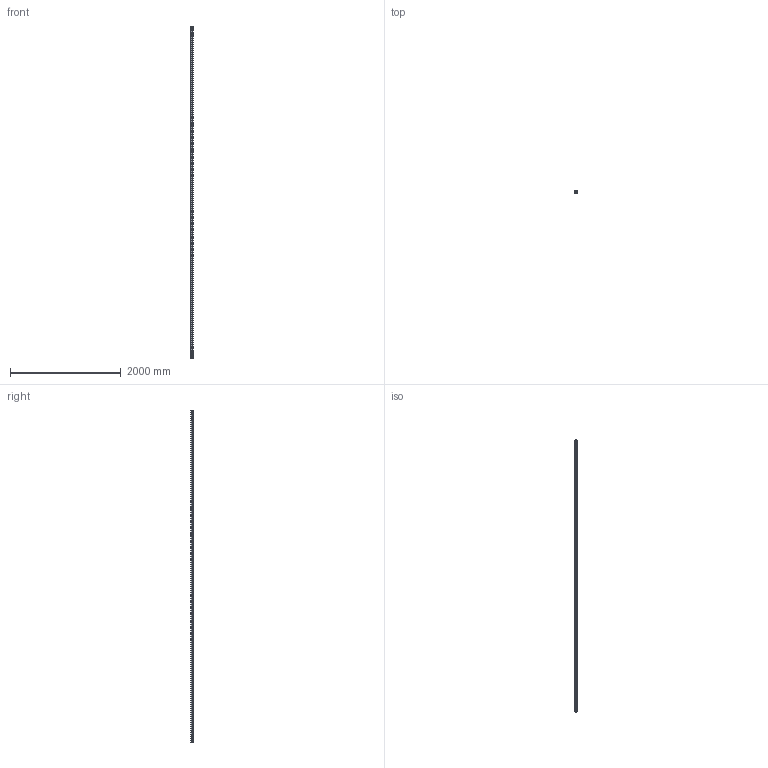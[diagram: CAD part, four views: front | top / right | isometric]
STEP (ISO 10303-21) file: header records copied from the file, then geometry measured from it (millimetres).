
FILE_DESCRIPTION((''),'2;1');
FILE_NAME('1123005','2013-08-29T',('AndreasKeweloh'),(''),'PRO/ENGINEER BY PARAMETRIC TECHNOLOGY CORPORATION, 2012360','PRO/ENGINEER BY PARAMETRIC TECHNOLOGY CORPORATION, 2012360','');
FILE_SCHEMA(('CONFIG_CONTROL_DESIGN'));
Length unit declared in the file: millimetre
Products named in the file (1): 1123005
Bounding box: 41 x 41 x 6000 mm (x, y, z)
Volume: 1643312.6 mm3; surface area: 1676645.2 mm2
Topology: 1 solids, 1 shells, 122 faces, 360 edges, 240 vertices
Faces by surface type: plane 66, cylinder 56
Entity records: 4230 total; most frequent: CARTESIAN_POINT 722, ORIENTED_EDGE 720, DIRECTION 716, EDGE_CURVE 360, VECTOR 248, LINE 248, VERTEX_POINT 240, AXIS2_PLACEMENT_3D 234
